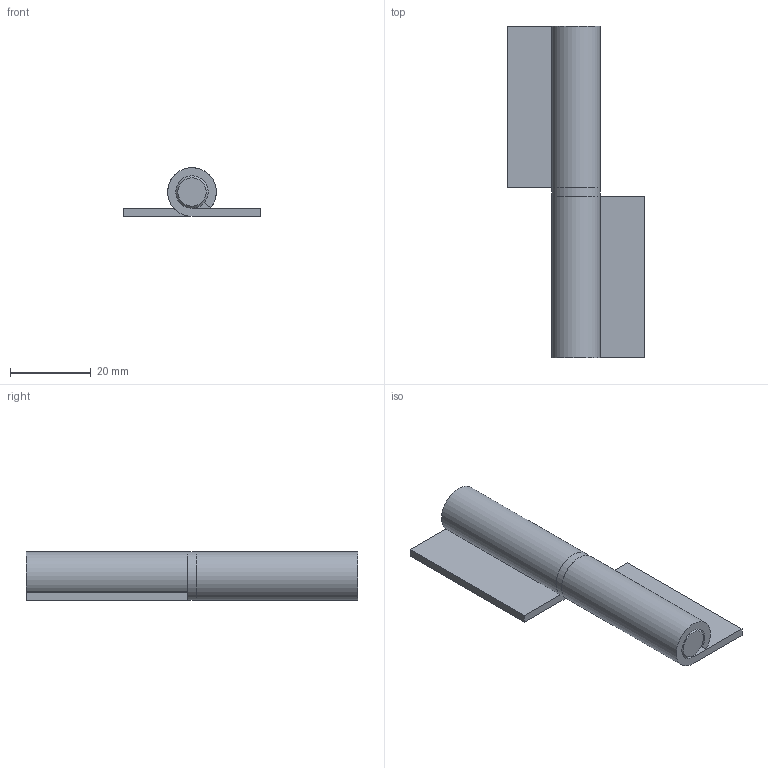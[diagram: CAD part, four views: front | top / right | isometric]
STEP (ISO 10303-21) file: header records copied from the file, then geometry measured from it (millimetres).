
FILE_DESCRIPTION (( 'STEP AP203' ), '1' );
FILE_NAME ('431-80.step', '2021-09-08T08:31:47', ( '' ), ( '' ), 'SwSTEP 2.0', 'SolidWorks 2018', '' );
FILE_SCHEMA (( 'CONFIG_CONTROL_DESIGN' ));
Length unit declared in the file: millimetre
Products named in the file (7): 431-xx Teil1; 431-xx Teil1_431-80 Teil1; 431-80; 431-xx Teil2_431-80 Teil2; 431-xx Teil2
Assembly tree (3 placements, depth 2):
  431-xx Teil1
  431-xx Teil1
  431-80
    431-xx Teil2_431-80 Teil2
    431-xx Teil1_431-80 Teil1
    431-xx Teil1_431-80 Teil1
  431-xx Teil2
Bounding box: 34 x 82 x 12 mm (x, y, z)
Volume: 11296.9 mm3; surface area: 10033.4 mm2
Topology: 3 solids, 3 shells, 214 faces, 554 edges, 369 vertices
Faces by surface type: plane 117, bspline 88, cylinder 7, cone 2
Full cylindrical faces by diameter (mm): 8 x2, 12 x1
Entity records: 11668 total; most frequent: CARTESIAN_POINT 6409, ORIENTED_EDGE 1096, DIRECTION 654, EDGE_CURVE 548, VERTEX_POINT 368, VECTOR 356, LINE 356, EDGE_LOOP 242
